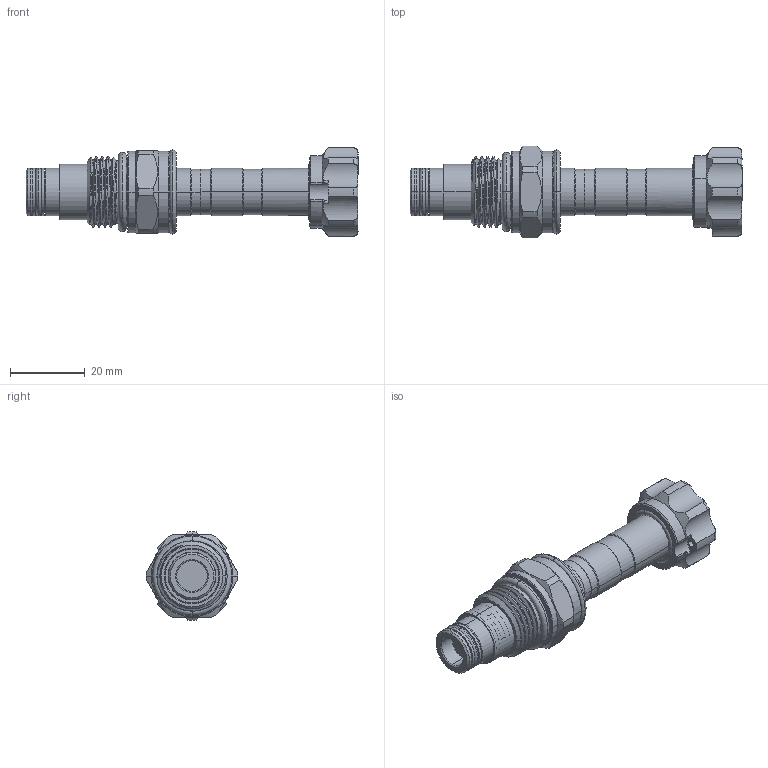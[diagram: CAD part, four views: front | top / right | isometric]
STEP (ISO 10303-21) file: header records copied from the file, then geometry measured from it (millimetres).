
FILE_DESCRIPTION (( 'STEP AP203' ), '1' );
FILE_NAME ('EP08W2A57N04.STEP', '2020-03-31T05:51:35', ( '' ), ( '' ), 'SwSTEP 2.0', 'SolidWorks 2018', '' );
FILE_SCHEMA (( 'CONFIG_CONTROL_DESIGN' ));
Length unit declared in the file: millimetre
Products named in the file (1): EP08W2A57N04
Bounding box: 89.13 x 24.65 x 23.79 mm (x, y, z)
Volume: 18687.8 mm3; surface area: 8700.1 mm2
Topology: 5 solids, 5 shells, 231 faces, 563 edges, 352 vertices
Faces by surface type: cylinder 112, torus 40, plane 40, cone 34, bspline 5
Entity records: 9170 total; most frequent: CARTESIAN_POINT 3707, DIRECTION 1165, ORIENTED_EDGE 1126, EDGE_CURVE 563, AXIS2_PLACEMENT_3D 501, VERTEX_POINT 352, CIRCLE 274, EDGE_LOOP 251
